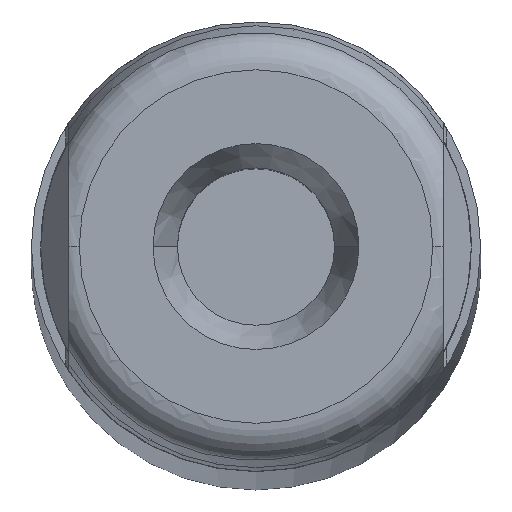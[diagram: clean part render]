
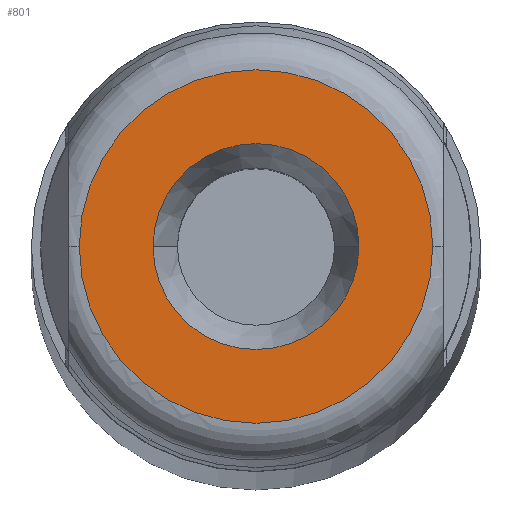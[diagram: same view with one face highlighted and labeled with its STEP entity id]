
A CAD part, top view. The second image highlights one B-rep face of the part: STEP entity #801.
In plain terms, the highlighted planar face has unit normal (0, 0, 1).
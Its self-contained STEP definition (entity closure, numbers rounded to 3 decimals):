
#55 = CARTESIAN_POINT ( 'NONE',  ( 0., 0., 0. ) ) ;
#60 = CARTESIAN_POINT ( 'NONE',  ( -4.72, 0., 0. ) ) ;
#137 = CARTESIAN_POINT ( 'NONE',  ( 0., 0., 0. ) ) ;
#138 = EDGE_CURVE ( 'NONE', #1411, #1710, #1590, .T. ) ;
#183 = ORIENTED_EDGE ( 'NONE', *, *, #213, .T. ) ;
#206 = DIRECTION ( 'NONE',  ( 1., 0., 0. ) ) ;
#213 = EDGE_CURVE ( 'NONE', #1976, #1309, #1941, .T. ) ;
#232 = DIRECTION ( 'NONE',  ( -1., 0., 0. ) ) ;
#245 = DIRECTION ( 'NONE',  ( 0., 0., -1. ) ) ;
#375 = CARTESIAN_POINT ( 'NONE',  ( 0., 0., 0. ) ) ;
#450 = DIRECTION ( 'NONE',  ( 1., 0., 0. ) ) ;
#484 = FACE_OUTER_BOUND ( 'NONE', #2550, .T. ) ;
#497 = EDGE_CURVE ( 'NONE', #1710, #1411, #517, .T. ) ;
#517 = CIRCLE ( 'NONE', #1080, 2.75 ) ;
#547 = DIRECTION ( 'NONE',  ( 1., 0., 0. ) ) ;
#801 = ADVANCED_FACE ( 'NONE', ( #1276, #484 ), #1231, .F. ) ;
#812 = CARTESIAN_POINT ( 'NONE',  ( 4.72, 0., 0. ) ) ;
#864 = AXIS2_PLACEMENT_3D ( 'NONE', #55, #245, #232 ) ;
#938 = EDGE_CURVE ( 'NONE', #1309, #1976, #1840, .T. ) ;
#947 = EDGE_LOOP ( 'NONE', ( #2463, #1560 ) ) ;
#988 = DIRECTION ( 'NONE',  ( 0., 0., 1. ) ) ;
#1080 = AXIS2_PLACEMENT_3D ( 'NONE', #137, #1546, #547 ) ;
#1231 = PLANE ( 'NONE',  #864 ) ;
#1276 = FACE_BOUND ( 'NONE', #947, .T. ) ;
#1309 = VERTEX_POINT ( 'NONE', #60 ) ;
#1395 = AXIS2_PLACEMENT_3D ( 'NONE', #375, #2226, #206 ) ;
#1411 = VERTEX_POINT ( 'NONE', #1863 ) ;
#1546 = DIRECTION ( 'NONE',  ( 0., 0., 1. ) ) ;
#1560 = ORIENTED_EDGE ( 'NONE', *, *, #138, .F. ) ;
#1590 = CIRCLE ( 'NONE', #1395, 2.75 ) ;
#1661 = AXIS2_PLACEMENT_3D ( 'NONE', #1924, #1892, #2092 ) ;
#1710 = VERTEX_POINT ( 'NONE', #2523 ) ;
#1752 = CARTESIAN_POINT ( 'NONE',  ( 0., 0., 0. ) ) ;
#1840 = CIRCLE ( 'NONE', #1661, 4.72 ) ;
#1863 = CARTESIAN_POINT ( 'NONE',  ( -2.75, 0., 0. ) ) ;
#1892 = DIRECTION ( 'NONE',  ( 0., 0., 1. ) ) ;
#1924 = CARTESIAN_POINT ( 'NONE',  ( 0., 0., 0. ) ) ;
#1941 = CIRCLE ( 'NONE', #2199, 4.72 ) ;
#1976 = VERTEX_POINT ( 'NONE', #812 ) ;
#2092 = DIRECTION ( 'NONE',  ( 1., 0., 0. ) ) ;
#2199 = AXIS2_PLACEMENT_3D ( 'NONE', #1752, #988, #450 ) ;
#2226 = DIRECTION ( 'NONE',  ( 0., 0., 1. ) ) ;
#2267 = ORIENTED_EDGE ( 'NONE', *, *, #938, .T. ) ;
#2463 = ORIENTED_EDGE ( 'NONE', *, *, #497, .F. ) ;
#2523 = CARTESIAN_POINT ( 'NONE',  ( 2.75, 0., 0. ) ) ;
#2550 = EDGE_LOOP ( 'NONE', ( #183, #2267 ) ) ;
